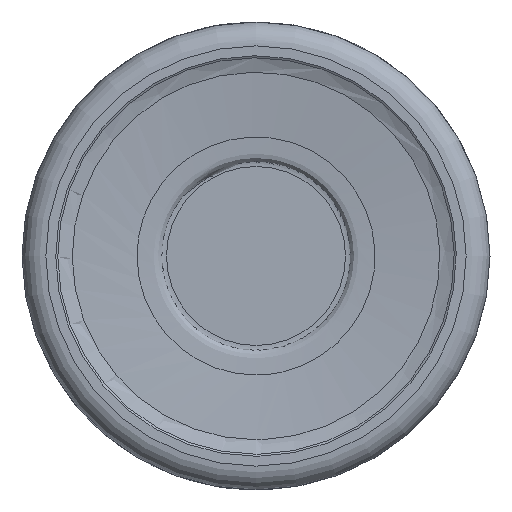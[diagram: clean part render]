
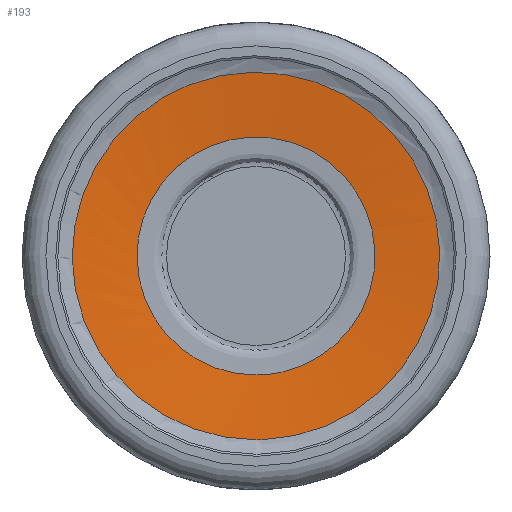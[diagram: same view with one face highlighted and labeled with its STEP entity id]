
A CAD part, left-side view. The second image highlights one B-rep face of the part: STEP entity #193.
In plain terms, the highlighted face is a revolution surface.
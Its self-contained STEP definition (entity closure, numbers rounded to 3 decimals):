
#35=SURFACE_OF_REVOLUTION('',#50,#40);
#40=AXIS1_PLACEMENT('',#1970,#536);
#50=B_SPLINE_CURVE_WITH_KNOTS('',3,(#1963,#1964,#1965,#1966,#1967,#1968,
#1969),.UNSPECIFIED.,.F.,.F.,(4,1,1,1,4),(0.,0.25,0.5,0.75,1.),
 .UNSPECIFIED.);
#193=ADVANCED_FACE('',(#244,#245),#35,.F.);
#244=FACE_BOUND('',#296,.T.);
#245=FACE_BOUND('',#297,.T.);
#296=EDGE_LOOP('',(#348));
#297=EDGE_LOOP('',(#349));
#348=ORIENTED_EDGE('',*,*,#393,.T.);
#349=ORIENTED_EDGE('',*,*,#404,.F.);
#367=VERTEX_POINT('',#641);
#378=VERTEX_POINT('',#1954);
#393=EDGE_CURVE('',#367,#367,#418,.T.);
#404=EDGE_CURVE('',#378,#378,#425,.T.);
#418=CIRCLE('',#453,5.085);
#425=CIRCLE('',#460,7.852);
#453=AXIS2_PLACEMENT_3D('',#640,#516,#517);
#460=AXIS2_PLACEMENT_3D('',#1953,#533,#534);
#516=DIRECTION('',(1.,0.,0.));
#517=DIRECTION('',(0.,0.,-1.));
#533=DIRECTION('',(1.,0.,0.));
#534=DIRECTION('',(0.,0.,-1.));
#536=DIRECTION('',(1.,0.,0.));
#640=CARTESIAN_POINT('',(0.571,0.,0.));
#641=CARTESIAN_POINT('',(0.571,0.,-5.085));
#1953=CARTESIAN_POINT('',(0.307,0.,0.));
#1954=CARTESIAN_POINT('',(0.307,0.,-7.852));
#1963=CARTESIAN_POINT('',(0.307,-7.832,0.556));
#1964=CARTESIAN_POINT('',(0.328,-7.589,0.619));
#1965=CARTESIAN_POINT('',(0.372,-7.101,0.745));
#1966=CARTESIAN_POINT('',(0.439,-6.373,0.932));
#1967=CARTESIAN_POINT('',(0.505,-5.643,1.121));
#1968=CARTESIAN_POINT('',(0.55,-5.157,1.246));
#1969=CARTESIAN_POINT('',(0.571,-4.914,1.309));
#1970=CARTESIAN_POINT('',(7.134,0.,0.));
